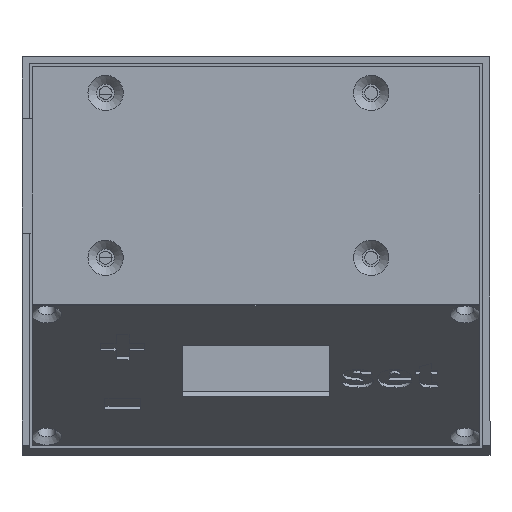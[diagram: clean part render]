
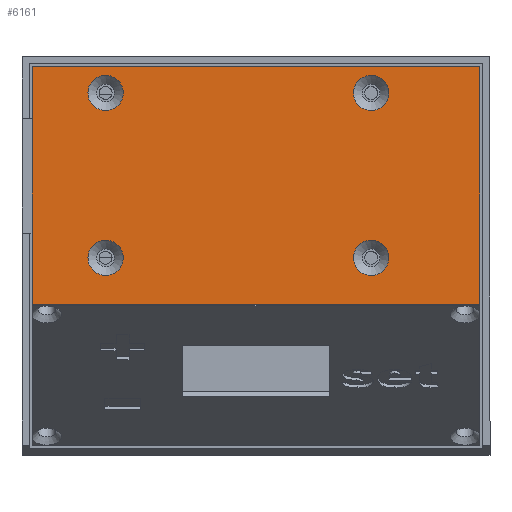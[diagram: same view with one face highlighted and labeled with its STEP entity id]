
A CAD part, top view. The second image highlights one B-rep face of the part: STEP entity #6161.
In plain terms, the highlighted face is planar.
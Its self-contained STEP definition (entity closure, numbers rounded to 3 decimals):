
#222=FACE_BOUND('',#2333,.T.);
#223=FACE_BOUND('',#2334,.T.);
#224=FACE_BOUND('',#2335,.T.);
#225=FACE_BOUND('',#2336,.T.);
#824=LINE('',#9985,#1553);
#825=LINE('',#9987,#1554);
#826=LINE('',#9989,#1555);
#827=LINE('',#9990,#1556);
#1553=VECTOR('',#7826,10.);
#1554=VECTOR('',#7827,10.);
#1555=VECTOR('',#7828,10.);
#1556=VECTOR('',#7829,10.);
#1970=FACE_OUTER_BOUND('',#2332,.T.);
#2332=EDGE_LOOP('',(#5334,#5335,#5336,#5337));
#2333=EDGE_LOOP('',(#5338));
#2334=EDGE_LOOP('',(#5339));
#2335=EDGE_LOOP('',(#5340));
#2336=EDGE_LOOP('',(#5341));
#2458=CIRCLE('',#6566,3.);
#2460=CIRCLE('',#6569,3.);
#2461=CIRCLE('',#6570,3.);
#2462=CIRCLE('',#6571,3.);
#2945=VERTEX_POINT('',#9977);
#2947=VERTEX_POINT('',#9983);
#2948=VERTEX_POINT('',#9984);
#2949=VERTEX_POINT('',#9986);
#2950=VERTEX_POINT('',#9988);
#2951=VERTEX_POINT('',#9991);
#2952=VERTEX_POINT('',#9993);
#2953=VERTEX_POINT('',#9995);
#3758=EDGE_CURVE('',#2945,#2945,#2458,.T.);
#3761=EDGE_CURVE('',#2947,#2948,#824,.T.);
#3762=EDGE_CURVE('',#2949,#2948,#825,.T.);
#3763=EDGE_CURVE('',#2950,#2949,#826,.T.);
#3764=EDGE_CURVE('',#2950,#2947,#827,.T.);
#3765=EDGE_CURVE('',#2951,#2951,#2460,.T.);
#3766=EDGE_CURVE('',#2952,#2952,#2461,.T.);
#3767=EDGE_CURVE('',#2953,#2953,#2462,.T.);
#5334=ORIENTED_EDGE('',*,*,#3761,.T.);
#5335=ORIENTED_EDGE('',*,*,#3762,.F.);
#5336=ORIENTED_EDGE('',*,*,#3763,.F.);
#5337=ORIENTED_EDGE('',*,*,#3764,.T.);
#5338=ORIENTED_EDGE('',*,*,#3765,.F.);
#5339=ORIENTED_EDGE('',*,*,#3766,.F.);
#5340=ORIENTED_EDGE('',*,*,#3767,.F.);
#5341=ORIENTED_EDGE('',*,*,#3758,.F.);
#5850=PLANE('',#6568);
#6161=ADVANCED_FACE('',(#1970,#222,#223,#224,#225),#5850,.T.);
#6566=AXIS2_PLACEMENT_3D('',#9978,#7819,#7820);
#6568=AXIS2_PLACEMENT_3D('',#9982,#7824,#7825);
#6569=AXIS2_PLACEMENT_3D('',#9992,#7830,#7831);
#6570=AXIS2_PLACEMENT_3D('',#9994,#7832,#7833);
#6571=AXIS2_PLACEMENT_3D('',#9996,#7834,#7835);
#7819=DIRECTION('center_axis',(0.,1.,0.));
#7820=DIRECTION('ref_axis',(-1.,0.,0.));
#7824=DIRECTION('center_axis',(0.,1.,0.));
#7825=DIRECTION('ref_axis',(1.,0.,0.));
#7826=DIRECTION('',(-1.,0.,0.));
#7827=DIRECTION('',(0.,0.,-1.));
#7828=DIRECTION('',(-1.,0.,0.));
#7829=DIRECTION('',(0.,0.,-1.));
#7830=DIRECTION('center_axis',(0.,1.,0.));
#7831=DIRECTION('ref_axis',(-1.,0.,0.));
#7832=DIRECTION('center_axis',(0.,1.,0.));
#7833=DIRECTION('ref_axis',(-1.,0.,0.));
#7834=DIRECTION('center_axis',(0.,1.,0.));
#7835=DIRECTION('ref_axis',(-1.,0.,0.));
#9977=CARTESIAN_POINT('',(3.25,35.581,-57.6));
#9978=CARTESIAN_POINT('Origin',(0.25,35.581,-57.6));
#9982=CARTESIAN_POINT('Origin',(-4.25,35.581,0.));
#9983=CARTESIAN_POINT('',(36.175,35.581,-76.1));
#9984=CARTESIAN_POINT('',(-4.25,35.581,-76.1));
#9985=CARTESIAN_POINT('',(5.856,35.581,-76.1));
#9986=CARTESIAN_POINT('',(-4.25,35.581,0.));
#9987=CARTESIAN_POINT('',(-4.25,35.581,0.));
#9988=CARTESIAN_POINT('',(36.175,35.581,0.));
#9989=CARTESIAN_POINT('',(36.175,35.581,0.));
#9990=CARTESIAN_POINT('',(36.175,35.581,0.));
#9991=CARTESIAN_POINT('',(31.25,35.581,-57.6));
#9992=CARTESIAN_POINT('Origin',(28.25,35.581,-57.6));
#9993=CARTESIAN_POINT('',(3.25,35.581,-12.5));
#9994=CARTESIAN_POINT('Origin',(0.25,35.581,-12.5));
#9995=CARTESIAN_POINT('',(31.25,35.581,-12.5));
#9996=CARTESIAN_POINT('Origin',(28.25,35.581,-12.5));
